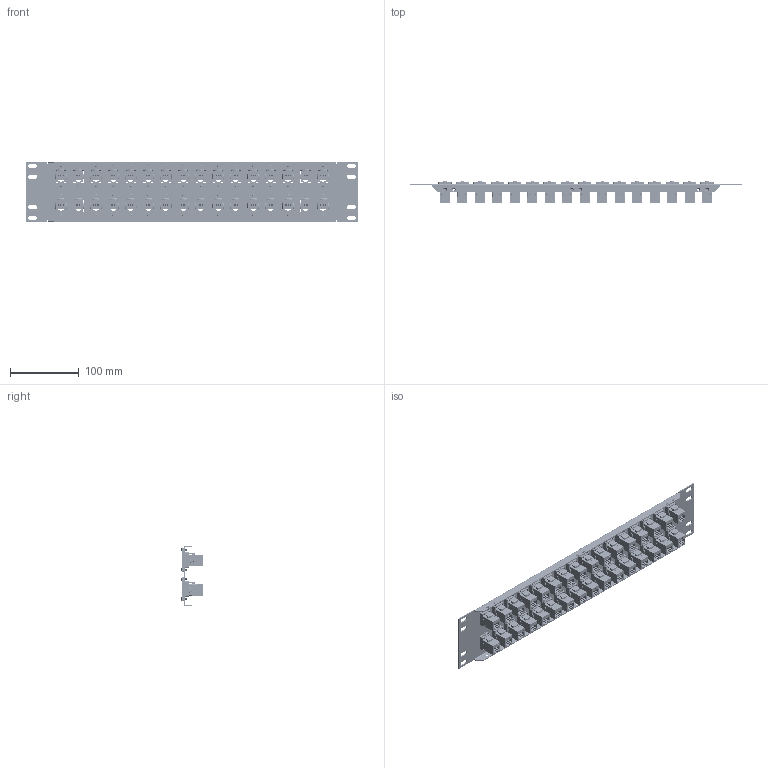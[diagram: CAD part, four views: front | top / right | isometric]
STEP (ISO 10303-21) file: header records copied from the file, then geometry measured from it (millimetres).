
FILE_DESCRIPTION (( 'STEP AP203' ), '1' );
FILE_NAME ('PR35F504B-C6.STEP', '2014-10-15T19:02:41', ( 'x' ), ( '' ), 'SwSTEP 2.0', 'SolidWorks 2014', '' );
FILE_SCHEMA (( 'CONFIG_CONTROL_DESIGN' ));
Length unit declared in the file: inch
Products named in the file (5): PR35F504B; ECF-SK_with Global Connectivity logo; TDG1026KC6 DC_no label; 91772A106_default; PR35F504B-C6
Assembly tree (129 placements, depth 2):
  PR35F504B-C6
    PR35F504B
    ECF-SK_with Global Connectivity logo  x32
    TDG1026KC6 DC_no label  x32
    91772A106_default  x64
Bounding box: 482.6 x 31.8 x 88.39 mm (x, y, z)
Volume: 269053.4 mm3; surface area: 292401.1 mm2
Topology: 129 solids, 129 shells, 18064 faces, 48699 edges, 31778 vertices
Faces by surface type: plane 9731, bspline 3169, cone 2456, cylinder 2324, torus 256, sphere 128
Entity records: 82540 total; most frequent: CARTESIAN_POINT 38210, ORIENTED_EDGE 9268, DIRECTION 6491, EDGE_CURVE 4634, VERTEX_POINT 3072, LINE 2965, VECTOR 2965, EDGE_LOOP 2064
